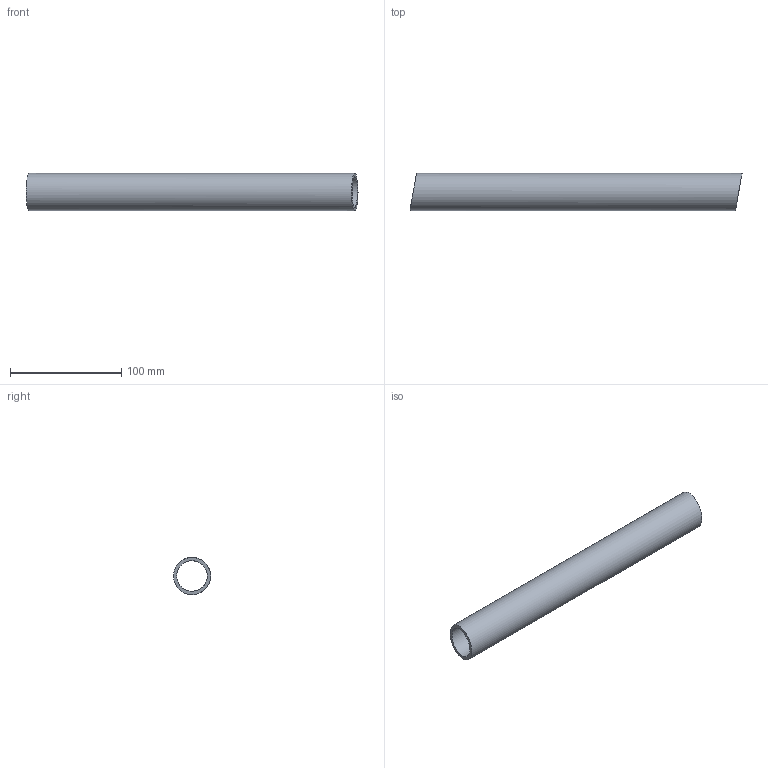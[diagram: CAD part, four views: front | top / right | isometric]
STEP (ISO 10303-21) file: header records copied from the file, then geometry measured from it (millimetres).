
FILE_DESCRIPTION (( 'STEP AP214' ), '1' );
FILE_NAME ('am-4557_Blue Carousel Outer Vertical Bearing Tube.STEP', '2021-04-28T13:47:25', ( '' ), ( '' ), 'SwSTEP 2.0', 'SolidWorks 2019', '' );
FILE_SCHEMA (( 'AUTOMOTIVE_DESIGN' ));
Length unit declared in the file: inch
Products named in the file (1): am-4557_Blue Carousel Outer Vertical Bearing Tube
Bounding box: 297.97 x 33.33 x 33.27 mm (x, y, z)
Volume: 82438.6 mm3; surface area: 56338.3 mm2
Topology: 1 solids, 1 shells, 4 faces, 6 edges, 4 vertices
Faces by surface type: cylinder 2, plane 2
Full cylindrical faces by diameter (mm): 27.432 x1, 33.337 x1
Entity records: 136 total; most frequent: CARTESIAN_POINT 37, DIRECTION 10, ORIENTED_EDGE 8, EDGE_LOOP 8, FACE_OUTER_BOUND 6, AXIS2_PLACEMENT_3D 5, ADVANCED_FACE 4, EDGE_CURVE 4
